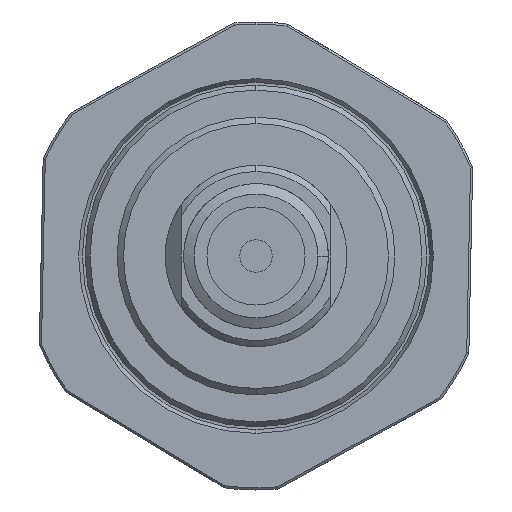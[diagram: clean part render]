
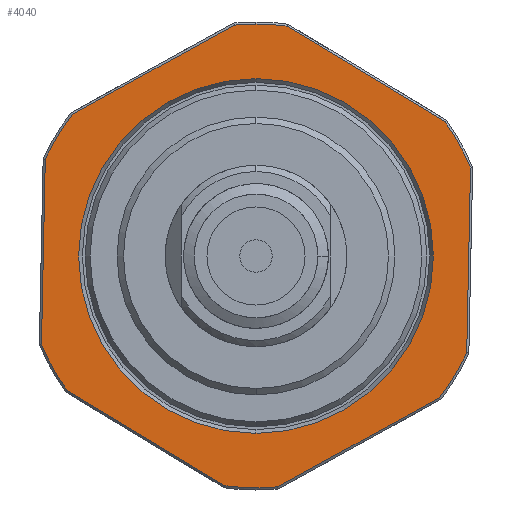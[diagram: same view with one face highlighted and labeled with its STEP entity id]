
A CAD part, front view. The second image highlights one B-rep face of the part: STEP entity #4040.
In plain terms, the highlighted planar face has unit normal (0, -1, 0).
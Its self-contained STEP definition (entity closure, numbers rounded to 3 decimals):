
#18 = DIRECTION ( 'NONE',  ( 0., -1., 0. ) ) ;
#67 = VECTOR ( 'NONE', #1153, 1000. ) ;
#184 = EDGE_CURVE ( 'NONE', #1054, #382, #5700, .T. ) ;
#189 = CARTESIAN_POINT ( 'NONE',  ( 0., -17., 0. ) ) ;
#284 = DIRECTION ( 'NONE',  ( 0., 1., 0. ) ) ;
#322 = CARTESIAN_POINT ( 'NONE',  ( -10.038, -17., -4.118 ) ) ;
#373 = CIRCLE ( 'NONE', #5246, 10.85 ) ;
#382 = VERTEX_POINT ( 'NONE', #4222 ) ;
#397 = FACE_OUTER_BOUND ( 'NONE', #5660, .T. ) ;
#409 = ORIENTED_EDGE ( 'NONE', *, *, #5148, .T. ) ;
#421 = CARTESIAN_POINT ( 'NONE',  ( -1.435, -17., -10.763 ) ) ;
#551 = EDGE_CURVE ( 'NONE', #3653, #1457, #1022, .T. ) ;
#654 = CARTESIAN_POINT ( 'NONE',  ( 0., -17., 0. ) ) ;
#665 = CIRCLE ( 'NONE', #1159, 10.85 ) ;
#687 = DIRECTION ( 'NONE',  ( 0., 0., 1. ) ) ;
#737 = DIRECTION ( 'NONE',  ( 0.876, 0., 0.482 ) ) ;
#743 = AXIS2_PLACEMENT_3D ( 'NONE', #189, #5301, #1192 ) ;
#751 = DIRECTION ( 'NONE',  ( -0.856, 0., 0.518 ) ) ;
#754 = LINE ( 'NONE', #4838, #67 ) ;
#756 = AXIS2_PLACEMENT_3D ( 'NONE', #3417, #3838, #2903 ) ;
#772 = EDGE_CURVE ( 'NONE', #4264, #1851, #2011, .T. ) ;
#881 = CARTESIAN_POINT ( 'NONE',  ( -8.851, -17., -6.275 ) ) ;
#1018 = ORIENTED_EDGE ( 'NONE', *, *, #184, .T. ) ;
#1022 = CIRCLE ( 'NONE', #1130, 10.85 ) ;
#1025 = VERTEX_POINT ( 'NONE', #322 ) ;
#1027 = CIRCLE ( 'NONE', #743, 8.3 ) ;
#1037 = ORIENTED_EDGE ( 'NONE', *, *, #5339, .T. ) ;
#1054 = VERTEX_POINT ( 'NONE', #1199 ) ;
#1059 = AXIS2_PLACEMENT_3D ( 'NONE', #2275, #3614, #3137 ) ;
#1072 = EDGE_CURVE ( 'NONE', #1372, #3653, #1136, .T. ) ;
#1130 = AXIS2_PLACEMENT_3D ( 'NONE', #1309, #6046, #3725 ) ;
#1136 = LINE ( 'NONE', #3455, #4054 ) ;
#1153 = DIRECTION ( 'NONE',  ( -0.021, 0., -1. ) ) ;
#1159 = AXIS2_PLACEMENT_3D ( 'NONE', #2194, #1250, #5943 ) ;
#1192 = DIRECTION ( 'NONE',  ( 0., 0., -1. ) ) ;
#1199 = CARTESIAN_POINT ( 'NONE',  ( 10.038, -17., 4.118 ) ) ;
#1219 = DIRECTION ( 'NONE',  ( 0., 0., 1. ) ) ;
#1247 = CIRCLE ( 'NONE', #1059, 10.85 ) ;
#1250 = DIRECTION ( 'NONE',  ( 0., -1., 0. ) ) ;
#1309 = CARTESIAN_POINT ( 'NONE',  ( 0., -17., 0. ) ) ;
#1372 = VERTEX_POINT ( 'NONE', #3649 ) ;
#1430 = ORIENTED_EDGE ( 'NONE', *, *, #2646, .T. ) ;
#1457 = VERTEX_POINT ( 'NONE', #4417 ) ;
#1506 = CARTESIAN_POINT ( 'NONE',  ( 0., -17., 8.3 ) ) ;
#1510 = EDGE_CURVE ( 'NONE', #5001, #3533, #1027, .T. ) ;
#1594 = EDGE_CURVE ( 'NONE', #1851, #3148, #5119, .T. ) ;
#1851 = VERTEX_POINT ( 'NONE', #3710 ) ;
#1873 = ORIENTED_EDGE ( 'NONE', *, *, #2922, .T. ) ;
#1888 = DIRECTION ( 'NONE',  ( 1., 0., 0. ) ) ;
#1958 = ORIENTED_EDGE ( 'NONE', *, *, #5967, .T. ) ;
#2011 = LINE ( 'NONE', #2446, #4927 ) ;
#2189 = CARTESIAN_POINT ( 'NONE',  ( 1.435, -17., 10.763 ) ) ;
#2194 = CARTESIAN_POINT ( 'NONE',  ( 0., -17., 0. ) ) ;
#2260 = DIRECTION ( 'NONE',  ( 0.856, 0., -0.518 ) ) ;
#2275 = CARTESIAN_POINT ( 'NONE',  ( 0., -17., 0. ) ) ;
#2419 = VERTEX_POINT ( 'NONE', #881 ) ;
#2446 = CARTESIAN_POINT ( 'NONE',  ( -8.603, -17., 6.624 ) ) ;
#2587 = CARTESIAN_POINT ( 'NONE',  ( 0., -17., -8.3 ) ) ;
#2604 = PLANE ( 'NONE',  #2816 ) ;
#2646 = EDGE_CURVE ( 'NONE', #3148, #1025, #754, .T. ) ;
#2816 = AXIS2_PLACEMENT_3D ( 'NONE', #4447, #284, #1888 ) ;
#2900 = VECTOR ( 'NONE', #2260, 1000. ) ;
#2903 = DIRECTION ( 'NONE',  ( 0., 0., -1. ) ) ;
#2905 = CARTESIAN_POINT ( 'NONE',  ( 8.585, -17., -6.634 ) ) ;
#2922 = EDGE_CURVE ( 'NONE', #2419, #5488, #4570, .T. ) ;
#3003 = ORIENTED_EDGE ( 'NONE', *, *, #1510, .F. ) ;
#3019 = DIRECTION ( 'NONE',  ( 0., -1., 0. ) ) ;
#3124 = ORIENTED_EDGE ( 'NONE', *, *, #5833, .T. ) ;
#3137 = DIRECTION ( 'NONE',  ( 0., 0., 1. ) ) ;
#3148 = VERTEX_POINT ( 'NONE', #5786 ) ;
#3210 = CIRCLE ( 'NONE', #3783, 10.85 ) ;
#3214 = CARTESIAN_POINT ( 'NONE',  ( 0., -17., 0. ) ) ;
#3316 = CARTESIAN_POINT ( 'NONE',  ( -1.009, -17., 10.803 ) ) ;
#3336 = ORIENTED_EDGE ( 'NONE', *, *, #3886, .T. ) ;
#3362 = CARTESIAN_POINT ( 'NONE',  ( 1.453, -17., 10.752 ) ) ;
#3388 = CIRCLE ( 'NONE', #756, 8.3 ) ;
#3417 = CARTESIAN_POINT ( 'NONE',  ( 0., -17., 0. ) ) ;
#3455 = CARTESIAN_POINT ( 'NONE',  ( 8.603, -17., -6.624 ) ) ;
#3479 = AXIS2_PLACEMENT_3D ( 'NONE', #5165, #18, #5594 ) ;
#3533 = VERTEX_POINT ( 'NONE', #2587 ) ;
#3608 = ORIENTED_EDGE ( 'NONE', *, *, #4830, .T. ) ;
#3614 = DIRECTION ( 'NONE',  ( 0., -1., 0. ) ) ;
#3647 = CARTESIAN_POINT ( 'NONE',  ( 10.039, -17., 4.139 ) ) ;
#3649 = CARTESIAN_POINT ( 'NONE',  ( 1.009, -17., -10.803 ) ) ;
#3653 = VERTEX_POINT ( 'NONE', #2905 ) ;
#3710 = CARTESIAN_POINT ( 'NONE',  ( -8.585, -17., 6.634 ) ) ;
#3725 = DIRECTION ( 'NONE',  ( 0., 0., 1. ) ) ;
#3760 = AXIS2_PLACEMENT_3D ( 'NONE', #654, #3019, #687 ) ;
#3783 = AXIS2_PLACEMENT_3D ( 'NONE', #5946, #5858, #1219 ) ;
#3838 = DIRECTION ( 'NONE',  ( 0., -1., 0. ) ) ;
#3886 = EDGE_CURVE ( 'NONE', #5488, #1372, #3210, .T. ) ;
#4040 = ADVANCED_FACE ( 'NONE', ( #397, #4107 ), #2604, .F. ) ;
#4054 = VECTOR ( 'NONE', #737, 1000. ) ;
#4097 = LINE ( 'NONE', #3647, #4462 ) ;
#4107 = FACE_BOUND ( 'NONE', #4699, .T. ) ;
#4135 = ORIENTED_EDGE ( 'NONE', *, *, #772, .T. ) ;
#4167 = VECTOR ( 'NONE', #751, 1000. ) ;
#4176 = DIRECTION ( 'NONE',  ( 0., -1., 0. ) ) ;
#4222 = CARTESIAN_POINT ( 'NONE',  ( 8.851, -17., 6.275 ) ) ;
#4264 = VERTEX_POINT ( 'NONE', #3316 ) ;
#4417 = CARTESIAN_POINT ( 'NONE',  ( 9.86, -17., -4.528 ) ) ;
#4447 = CARTESIAN_POINT ( 'NONE',  ( 0., -17., 0. ) ) ;
#4462 = VECTOR ( 'NONE', #5969, 1000. ) ;
#4570 = LINE ( 'NONE', #421, #2900 ) ;
#4699 = EDGE_LOOP ( 'NONE', ( #5518, #3003 ) ) ;
#4718 = DIRECTION ( 'NONE',  ( 0., 0., 1. ) ) ;
#4792 = ORIENTED_EDGE ( 'NONE', *, *, #1594, .T. ) ;
#4830 = EDGE_CURVE ( 'NONE', #1025, #2419, #665, .T. ) ;
#4838 = CARTESIAN_POINT ( 'NONE',  ( -10.039, -17., -4.139 ) ) ;
#4875 = ORIENTED_EDGE ( 'NONE', *, *, #1072, .T. ) ;
#4927 = VECTOR ( 'NONE', #5173, 1000. ) ;
#4930 = LINE ( 'NONE', #2189, #4167 ) ;
#4992 = ORIENTED_EDGE ( 'NONE', *, *, #551, .T. ) ;
#5001 = VERTEX_POINT ( 'NONE', #1506 ) ;
#5113 = CARTESIAN_POINT ( 'NONE',  ( -1.453, -17., -10.752 ) ) ;
#5119 = CIRCLE ( 'NONE', #3479, 10.85 ) ;
#5148 = EDGE_CURVE ( 'NONE', #5825, #4264, #1247, .T. ) ;
#5165 = CARTESIAN_POINT ( 'NONE',  ( 0., -17., 0. ) ) ;
#5173 = DIRECTION ( 'NONE',  ( -0.876, 0., -0.482 ) ) ;
#5196 = VERTEX_POINT ( 'NONE', #3362 ) ;
#5246 = AXIS2_PLACEMENT_3D ( 'NONE', #3214, #4176, #4718 ) ;
#5301 = DIRECTION ( 'NONE',  ( 0., -1., 0. ) ) ;
#5339 = EDGE_CURVE ( 'NONE', #5196, #5825, #373, .T. ) ;
#5488 = VERTEX_POINT ( 'NONE', #5113 ) ;
#5518 = ORIENTED_EDGE ( 'NONE', *, *, #5573, .F. ) ;
#5573 = EDGE_CURVE ( 'NONE', #3533, #5001, #3388, .T. ) ;
#5594 = DIRECTION ( 'NONE',  ( 0., 0., 1. ) ) ;
#5660 = EDGE_LOOP ( 'NONE', ( #1873, #3336, #4875, #4992, #1958, #1018, #3124, #1037, #409, #4135, #4792, #1430, #3608 ) ) ;
#5700 = CIRCLE ( 'NONE', #3760, 10.85 ) ;
#5786 = CARTESIAN_POINT ( 'NONE',  ( -9.86, -17., 4.528 ) ) ;
#5825 = VERTEX_POINT ( 'NONE', #5850 ) ;
#5833 = EDGE_CURVE ( 'NONE', #382, #5196, #4930, .T. ) ;
#5850 = CARTESIAN_POINT ( 'NONE',  ( 0., -17., 10.85 ) ) ;
#5858 = DIRECTION ( 'NONE',  ( 0., -1., 0. ) ) ;
#5943 = DIRECTION ( 'NONE',  ( 0., 0., 1. ) ) ;
#5946 = CARTESIAN_POINT ( 'NONE',  ( 0., -17., 0. ) ) ;
#5967 = EDGE_CURVE ( 'NONE', #1457, #1054, #4097, .T. ) ;
#5969 = DIRECTION ( 'NONE',  ( 0.021, 0., 1. ) ) ;
#6046 = DIRECTION ( 'NONE',  ( 0., -1., 0. ) ) ;
